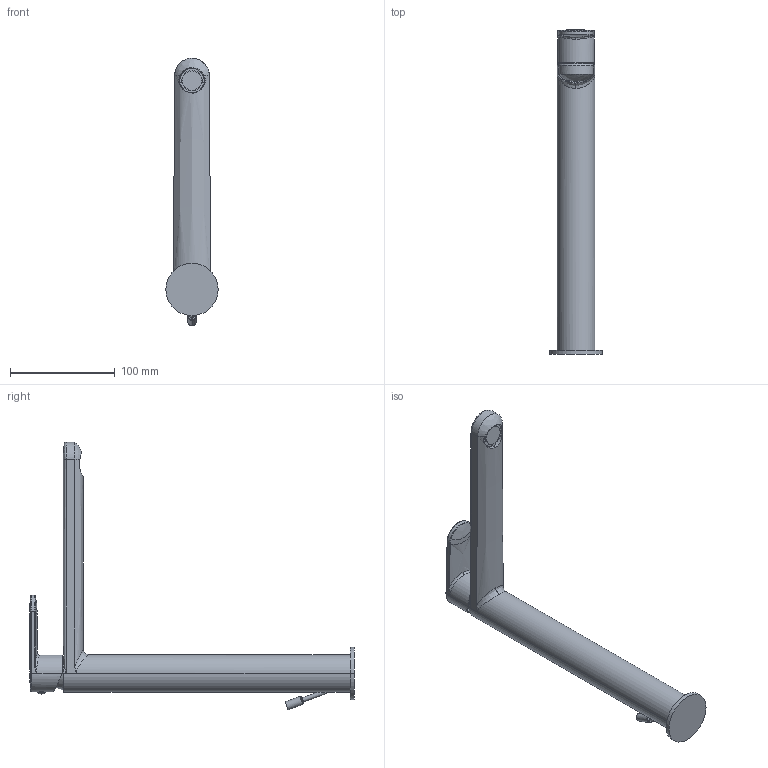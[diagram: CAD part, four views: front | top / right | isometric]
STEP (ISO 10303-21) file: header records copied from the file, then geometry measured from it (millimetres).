
FILE_DESCRIPTION((''),'2;1');
FILE_NAME('CA085CR','2021-01-13T12:47:18',('ut3'),('PAFFONI SpA'),'CREO PARAMETRIC BY PTC INC, 2020044','CREO PARAMETRIC BY PTC INC, 2020044','');
FILE_SCHEMA(('CONFIG_CONTROL_DESIGN','SHAPE_APPEARANCE_LAYERS_GROUPS'));
Length unit declared in the file: millimetre
Products named in the file (1): CA085CR
Bounding box: 50 x 310.32 x 255.73 mm (x, y, z)
Volume: 421994 mm3; surface area: 70264.2 mm2
Topology: 3 solids, 3 shells, 192 faces, 471 edges, 288 vertices
Faces by surface type: plane 63, cylinder 62, bspline 44, cone 17, torus 4, sphere 2
Entity records: 11872 total; most frequent: CARTESIAN_POINT 6208, ORIENTED_EDGE 936, DIRECTION 791, EDGE_CURVE 468, AXIS2_PLACEMENT_3D 302, VERTEX_POINT 288, EDGE_LOOP 210, FILL_AREA_STYLE_COLOUR 197
